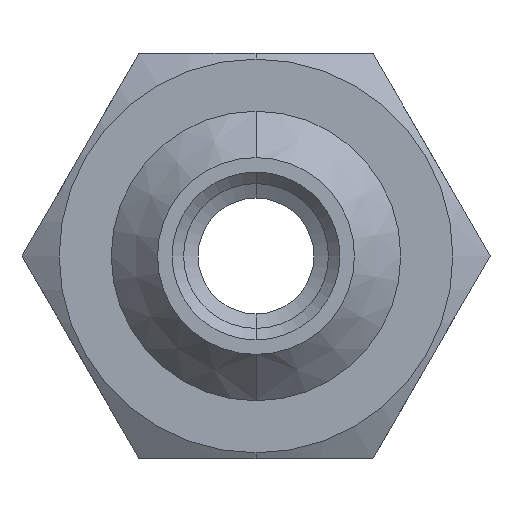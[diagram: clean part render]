
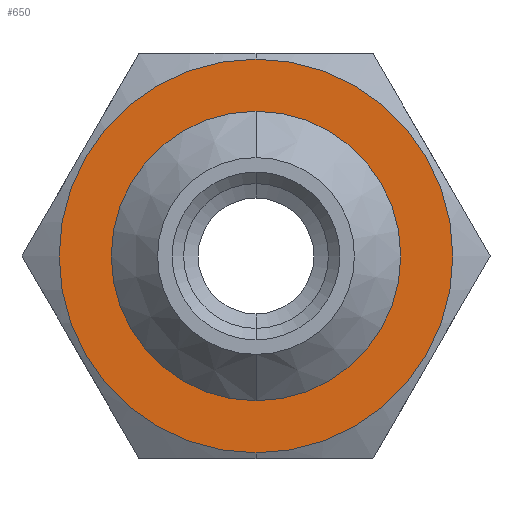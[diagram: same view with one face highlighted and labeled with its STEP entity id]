
A CAD part, front view. The second image highlights one B-rep face of the part: STEP entity #650.
In plain terms, the highlighted planar face has unit normal (0, -1, 0).
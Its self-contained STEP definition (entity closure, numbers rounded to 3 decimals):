
#28 = DIRECTION ( 'NONE',  ( 0., 0., -1. ) ) ;
#29 = DIRECTION ( 'NONE',  ( 0., -1., 0. ) ) ;
#63 = CARTESIAN_POINT ( 'NONE',  ( 0., 4.5, 0. ) ) ;
#108 = EDGE_CURVE ( 'NONE', #239, #302, #988, .T. ) ;
#111 = EDGE_CURVE ( 'NONE', #237, #327, #1020, .T. ) ;
#237 = VERTEX_POINT ( 'NONE', #462 ) ;
#239 = VERTEX_POINT ( 'NONE', #468 ) ;
#302 = VERTEX_POINT ( 'NONE', #1194 ) ;
#309 = EDGE_LOOP ( 'NONE', ( #780, #781 ) ) ;
#314 = EDGE_LOOP ( 'NONE', ( #777, #779 ) ) ;
#327 = VERTEX_POINT ( 'NONE', #1208 ) ;
#422 = DIRECTION ( 'NONE',  ( 0., 0., -1. ) ) ;
#423 = DIRECTION ( 'NONE',  ( 0., -1., 0. ) ) ;
#433 = CARTESIAN_POINT ( 'NONE',  ( 0., 4.5, 0. ) ) ;
#462 = CARTESIAN_POINT ( 'NONE',  ( 0., 4.5, -3.4 ) ) ;
#468 = CARTESIAN_POINT ( 'NONE',  ( 0., 4.5, -2.5 ) ) ;
#575 = EDGE_CURVE ( 'NONE', #302, #239, #1147, .T. ) ;
#622 = EDGE_CURVE ( 'NONE', #327, #237, #1062, .T. ) ;
#650 = ADVANCED_FACE ( 'NONE', ( #1867, #1868 ), #1483, .T. ) ;
#777 = ORIENTED_EDGE ( 'NONE', *, *, #622, .T. ) ;
#779 = ORIENTED_EDGE ( 'NONE', *, *, #111, .T. ) ;
#780 = ORIENTED_EDGE ( 'NONE', *, *, #108, .F. ) ;
#781 = ORIENTED_EDGE ( 'NONE', *, *, #575, .F. ) ;
#988 = CIRCLE ( 'NONE', #992, 2.5 ) ;
#989 = AXIS2_PLACEMENT_3D ( 'NONE', #433, #423, #422 ) ;
#992 = AXIS2_PLACEMENT_3D ( 'NONE', #63, #29, #28 ) ;
#1020 = CIRCLE ( 'NONE', #989, 3.4 ) ;
#1047 = AXIS2_PLACEMENT_3D ( 'NONE', #1484, #1485, #1486 ) ;
#1052 = AXIS2_PLACEMENT_3D ( 'NONE', #1392, #1393, #1394 ) ;
#1062 = CIRCLE ( 'NONE', #1052, 3.4 ) ;
#1123 = AXIS2_PLACEMENT_3D ( 'NONE', #1228, #1229, #1230 ) ;
#1147 = CIRCLE ( 'NONE', #1123, 2.5 ) ;
#1194 = CARTESIAN_POINT ( 'NONE',  ( 0., 4.5, 2.5 ) ) ;
#1208 = CARTESIAN_POINT ( 'NONE',  ( 0., 4.5, 3.4 ) ) ;
#1228 = CARTESIAN_POINT ( 'NONE',  ( 0., 4.5, 0. ) ) ;
#1229 = DIRECTION ( 'NONE',  ( 0., -1., 0. ) ) ;
#1230 = DIRECTION ( 'NONE',  ( 0., 0., -1. ) ) ;
#1392 = CARTESIAN_POINT ( 'NONE',  ( 0., 4.5, 0. ) ) ;
#1393 = DIRECTION ( 'NONE',  ( 0., -1., 0. ) ) ;
#1394 = DIRECTION ( 'NONE',  ( 0., 0., -1. ) ) ;
#1483 = PLANE ( 'NONE',  #1047 ) ;
#1484 = CARTESIAN_POINT ( 'NONE',  ( 3.4, 4.5, 0. ) ) ;
#1485 = DIRECTION ( 'NONE',  ( 0., -1., 0. ) ) ;
#1486 = DIRECTION ( 'NONE',  ( 0., 0., -1. ) ) ;
#1867 = FACE_OUTER_BOUND ( 'NONE', #314, .T. ) ;
#1868 = FACE_BOUND ( 'NONE', #309, .T. ) ;
